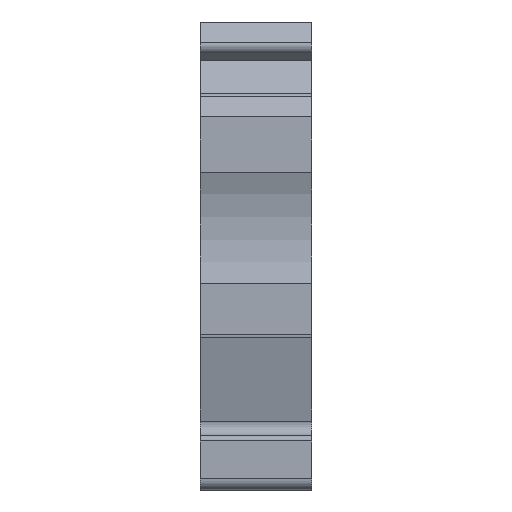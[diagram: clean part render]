
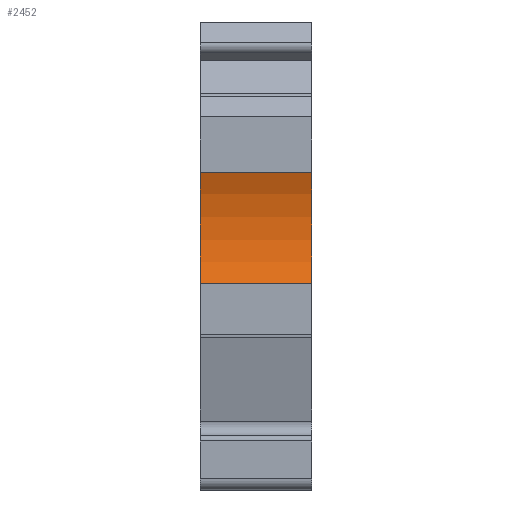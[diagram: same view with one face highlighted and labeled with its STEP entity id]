
A CAD part, left-side view. The second image highlights one B-rep face of the part: STEP entity #2452.
In plain terms, the highlighted cylindrical face has radius 13 mm (diameter 26 mm), a partial arc.
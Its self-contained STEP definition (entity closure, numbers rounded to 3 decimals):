
#43=CIRCLE('',#2620,13.);
#44=CIRCLE('',#2621,13.);
#102=CYLINDRICAL_SURFACE('',#2619,13.);
#253=ORIENTED_EDGE('',*,*,#951,.F.);
#254=ORIENTED_EDGE('',*,*,#953,.F.);
#255=ORIENTED_EDGE('',*,*,#954,.F.);
#256=ORIENTED_EDGE('',*,*,#955,.F.);
#951=EDGE_CURVE('',#1289,#1290,#1535,.F.);
#953=EDGE_CURVE('',#1291,#1289,#43,.T.);
#954=EDGE_CURVE('',#1292,#1291,#1537,.T.);
#955=EDGE_CURVE('',#1290,#1292,#44,.F.);
#1289=VERTEX_POINT('',#3670);
#1290=VERTEX_POINT('',#3672);
#1291=VERTEX_POINT('',#3676);
#1292=VERTEX_POINT('',#3678);
#1535=LINE('',#3671,#1826);
#1537=LINE('',#3677,#1828);
#1826=VECTOR('',#2949,1000.);
#1828=VECTOR('',#2955,1000.);
#2074=EDGE_LOOP('',(#253,#254,#255,#256));
#2216=FACE_BOUND('',#2074,.T.);
#2452=ADVANCED_FACE('',(#2216),#102,.F.);
#2619=AXIS2_PLACEMENT_3D('',#3674,#2951,#2952);
#2620=AXIS2_PLACEMENT_3D('',#3675,#2953,#2954);
#2621=AXIS2_PLACEMENT_3D('',#3679,#2956,#2957);
#2949=DIRECTION('',(0.,-1.,0.));
#2951=DIRECTION('',(0.,-1.,0.));
#2952=DIRECTION('',(0.,0.,-1.));
#2953=DIRECTION('',(0.,1.,0.));
#2954=DIRECTION('',(-1.,0.,0.));
#2955=DIRECTION('',(0.,-1.,0.));
#2956=DIRECTION('',(0.,1.,0.));
#2957=DIRECTION('',(0.,0.,1.));
#3670=CARTESIAN_POINT('',(-48.75,-5.,-2.5));
#3671=CARTESIAN_POINT('',(-48.75,101.631,-2.5));
#3672=CARTESIAN_POINT('',(-48.75,5.,-2.5));
#3674=CARTESIAN_POINT('',(-60.75,101.631,2.5));
#3675=CARTESIAN_POINT('',(-60.75,-5.,2.5));
#3676=CARTESIAN_POINT('',(-48.75,-5.,7.5));
#3677=CARTESIAN_POINT('',(-48.75,101.631,7.5));
#3678=CARTESIAN_POINT('',(-48.75,5.,7.5));
#3679=CARTESIAN_POINT('',(-60.75,5.,2.5));
